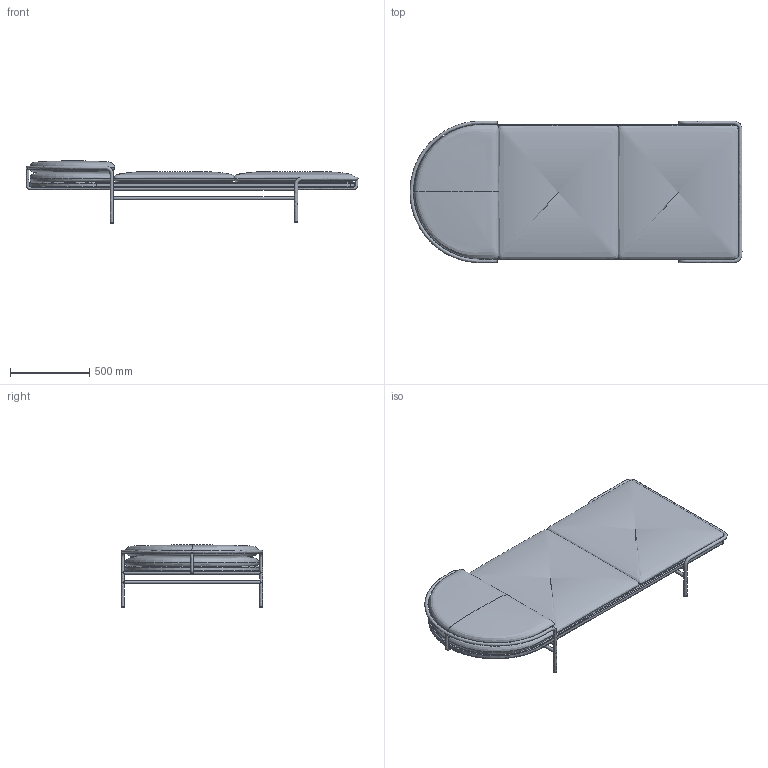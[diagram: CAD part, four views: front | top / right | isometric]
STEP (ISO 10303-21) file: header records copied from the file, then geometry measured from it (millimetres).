
FILE_DESCRIPTION(/* description */ (''),/* implementation_level */ '2;1');
FILE_NAME(/* name */ 'Geometric_CB-457_3D',/* time_stamp */ '2023-10-06T12:52:18+02:00',/* author */ (''),/* organization */ (''),/* preprocessor_version */ 'ST-DEVELOPER v16.5',/* originating_system */ 'Rhino 7.31',/* authorisation */ '');
FILE_SCHEMA (('AUTOMOTIVE_DESIGN'));
Length unit declared in the file: centimetre
Products named in the file (2): Document; Geometric_Daybed_CB-457
Assembly tree (1 placements, depth 2):
  Document
    Geometric_Daybed_CB-457
Bounding box: 2090 x 890 x 392.1 mm (x, y, z)
Volume: 169678620.1 mm3; surface area: 9121484.8 mm2
Topology: 50 solids, 64 shells, 329 faces, 673 edges, 453 vertices
Faces by surface type: plane 229, bspline 56, cylinder 44
Full cylindrical faces by diameter (mm): 20 x12
Entity records: 45995 total; most frequent: CARTESIAN_POINT 40356, ORIENTED_EDGE 1322, EDGE_CURVE 669, B_SPLINE_CURVE_WITH_KNOTS 597, VERTEX_POINT 453, EDGE_LOOP 332, ADVANCED_FACE 329, FACE_OUTER_BOUND 329
